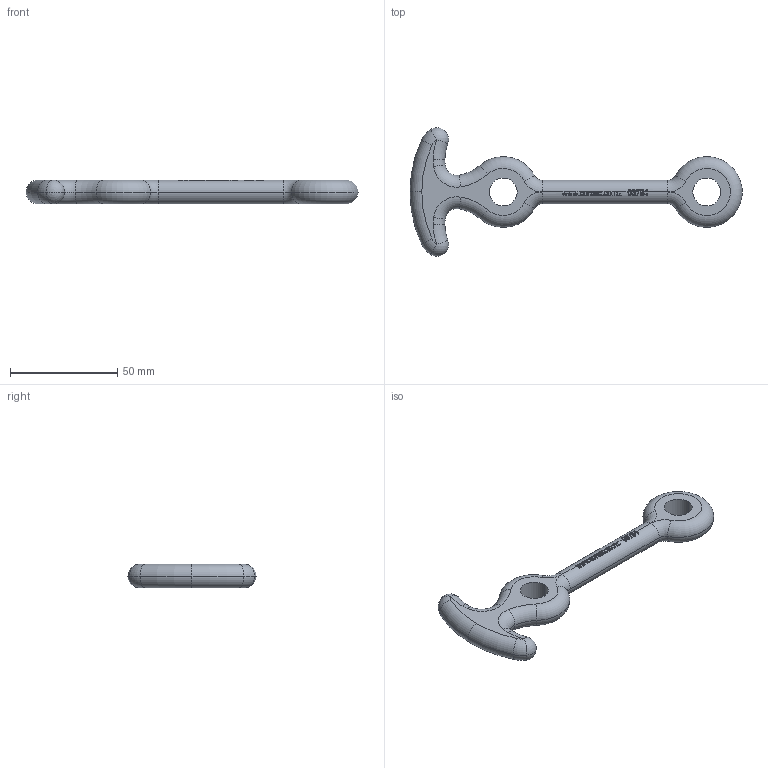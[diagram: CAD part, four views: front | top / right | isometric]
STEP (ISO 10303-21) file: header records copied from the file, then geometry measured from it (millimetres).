
FILE_DESCRIPTION (( 'STEP AP214' ), '1' );
FILE_NAME ('03794-T Pull Rope Tensioner Rubber 95mm.STEP', '2018-09-25T02:55:15', ( '' ), ( '' ), 'SwSTEP 2.0', 'SolidWorks 2018', '' );
FILE_SCHEMA (( 'AUTOMOTIVE_DESIGN' ));
Length unit declared in the file: millimetre
Products named in the file (1): 03794-T Pull Rope Tensioner Rubber 95mm
Bounding box: 154.94 x 60 x 11 mm (x, y, z)
Volume: 29341.2 mm3; surface area: 9981.9 mm2
Topology: 1 solids, 1 shells, 436 faces, 1119 edges, 685 vertices
Faces by surface type: bspline 307, cylinder 83, torus 38, plane 4, sphere 4
Entity records: 32002 total; most frequent: CARTESIAN_POINT 24182, ORIENTED_EDGE 2226, EDGE_CURVE 1113, B_SPLINE_CURVE_WITH_KNOTS 921, VERTEX_POINT 683, DIRECTION 565, EDGE_LOOP 444, ADVANCED_FACE 436
